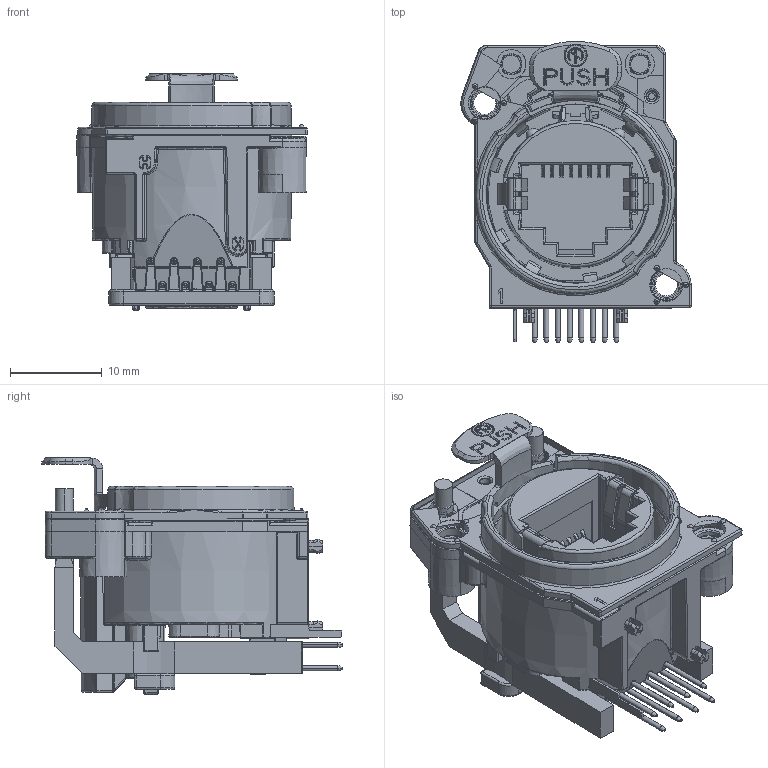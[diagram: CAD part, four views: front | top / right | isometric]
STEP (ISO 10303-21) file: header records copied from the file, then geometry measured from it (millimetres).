
FILE_DESCRIPTION((''),'2;1');
FILE_NAME('30011478','2024-06-24T08:21:45',('phk'),(''),'CREO PARAMETRIC BY PTC INC, 2023424','CREO PARAMETRIC BY PTC INC, 2023424','');
FILE_SCHEMA(('AUTOMOTIVE_DESIGN { 1 0 10303 214 1 1 1 1 }'));
Products named in the file (1): 30011478
Bounding box: 25.1 x 32.76 x 25.72 mm (x, y, z)
Volume: 5178.9 mm3; surface area: 8108 mm2
Topology: 2 solids, 5 shells, 2978 faces, 7463 edges, 4629 vertices
Faces by surface type: plane 1237, cylinder 940, bspline 379, torus 152, sphere 147, cone 121, extrusion 2
Entity records: 104888 total; most frequent: CARTESIAN_POINT 34682, ORIENTED_EDGE 14676, DIRECTION 13470, EDGE_CURVE 7338, AXIS2_PLACEMENT_3D 4743, VERTEX_POINT 4404, VECTOR 3984, LINE 3982
